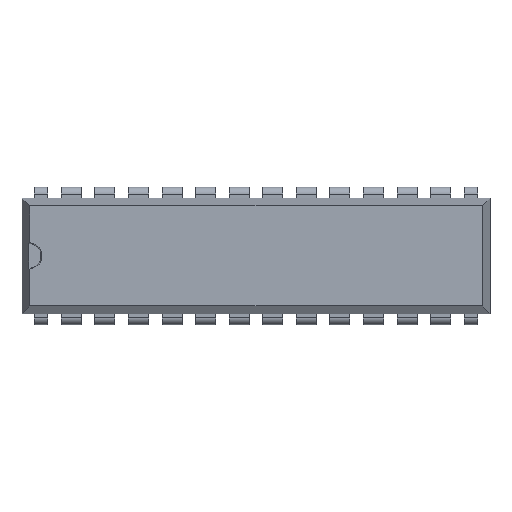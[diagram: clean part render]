
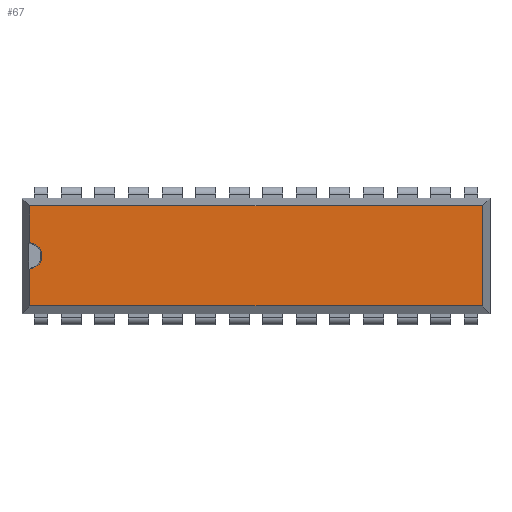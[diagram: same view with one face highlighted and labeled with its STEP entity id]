
A CAD part, top view. The second image highlights one B-rep face of the part: STEP entity #67.
In plain terms, the highlighted planar face has unit normal (0, 0, 1).
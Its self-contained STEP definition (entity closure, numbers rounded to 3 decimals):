
#67=ADVANCED_FACE('',(#3917),#3919,.T.);
#3917=FACE_BOUND('',#3918,.T.);
#3918=EDGE_LOOP('',(#6970,#6971,#6972,#6973,#6974,#6975));
#3919=PLANE('',#3920);
#3920=AXIS2_PLACEMENT_3D('',#3921,#3922,#3923);
#3921=CARTESIAN_POINT('',(1.27,0.71,5.2));
#3922=DIRECTION('',(0.,-0.,1.));
#3923=DIRECTION('',(0.,1.,0.));
#6970=ORIENTED_EDGE('',*,*,#9342,.T.);
#6971=ORIENTED_EDGE('',*,*,#9341,.F.);
#6972=ORIENTED_EDGE('',*,*,#9343,.F.);
#6973=ORIENTED_EDGE('',*,*,#9344,.T.);
#6974=ORIENTED_EDGE('',*,*,#9345,.T.);
#6975=ORIENTED_EDGE('',*,*,#9337,.F.);
#9337=EDGE_CURVE('',#10525,#10527,#10528,.T.);
#9341=EDGE_CURVE('',#10533,#10520,#10535,.T.);
#9342=EDGE_CURVE('',#10525,#10520,#10536,.F.);
#9343=EDGE_CURVE('',#10537,#10533,#10538,.T.);
#9344=EDGE_CURVE('',#10537,#10539,#10540,.T.);
#9345=EDGE_CURVE('',#10539,#10527,#10541,.T.);
#10520=VERTEX_POINT('',#12494);
#10525=VERTEX_POINT('',#12506);
#10527=VERTEX_POINT('',#12513);
#10528=LINE('',#12514,#12515);
#10533=VERTEX_POINT('',#12525);
#10535=LINE('',#12529,#12530);
#10536=CIRCLE('',#12532,1.);
#10537=VERTEX_POINT('',#12536);
#10538=LINE('',#12537,#12538);
#10539=VERTEX_POINT('',#12540);
#10540=LINE('',#12541,#12542);
#10541=LINE('',#12544,#12545);
#12494=CARTESIAN_POINT('',(-0.61,4.083,5.2));
#12506=CARTESIAN_POINT('',(-0.61,6.077,5.2));
#12513=CARTESIAN_POINT('',(-0.61,8.87,5.2));
#12514=CARTESIAN_POINT('',(-0.61,6.077,5.2));
#12515=VECTOR('',#12516,1.);
#12516=DIRECTION('',(0.,1.,0.));
#12525=CARTESIAN_POINT('',(-0.61,1.29,5.2));
#12529=CARTESIAN_POINT('',(-0.61,1.29,5.2));
#12530=VECTOR('',#12531,1.);
#12531=DIRECTION('',(0.,1.,0.));
#12532=AXIS2_PLACEMENT_3D('',#12533,#12534,#12535);
#12533=CARTESIAN_POINT('',(-0.69,5.08,5.2));
#12534=DIRECTION('',(0.,0.,1.));
#12535=DIRECTION('',(0.08,-0.997,0.));
#12536=CARTESIAN_POINT('',(33.63,1.29,5.2));
#12537=CARTESIAN_POINT('',(33.63,1.29,5.2));
#12538=VECTOR('',#12539,1.);
#12539=DIRECTION('',(-1.,0.,0.));
#12540=CARTESIAN_POINT('',(33.63,8.87,5.2));
#12541=CARTESIAN_POINT('',(33.63,1.29,5.2));
#12542=VECTOR('',#12543,1.);
#12543=DIRECTION('',(0.,1.,0.));
#12544=CARTESIAN_POINT('',(33.63,8.87,5.2));
#12545=VECTOR('',#12546,1.);
#12546=DIRECTION('',(-1.,0.,0.));
